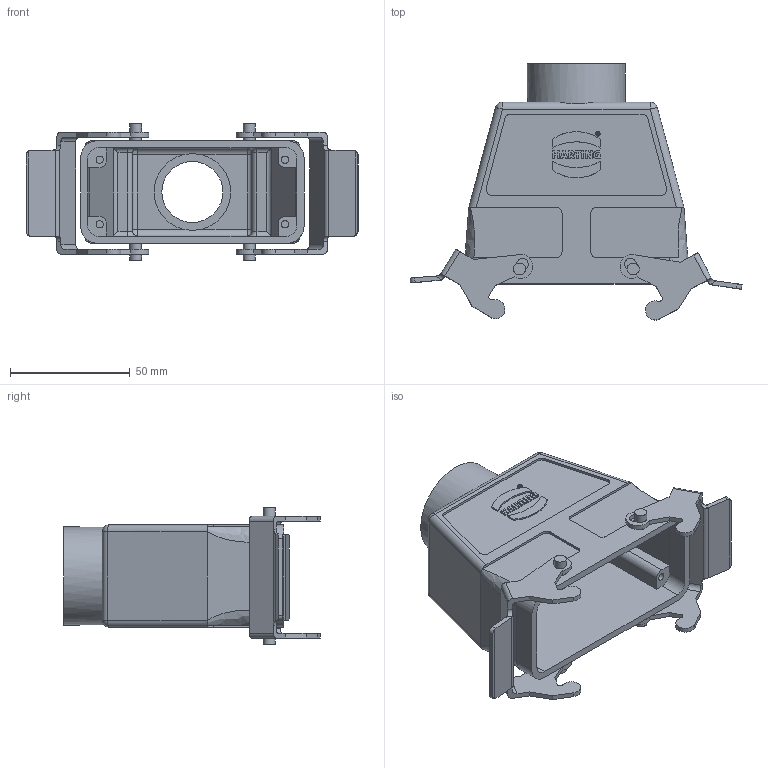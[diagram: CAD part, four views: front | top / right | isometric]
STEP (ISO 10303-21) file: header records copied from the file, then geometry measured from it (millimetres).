
FILE_DESCRIPTION((''),'2;1');
FILE_NAME('04300160462.stp','2020-07-07T14:52:27',('e.eickhoff'),(''),'Autodesk Inventor 2012','Autodesk Inventor 2012','');
FILE_SCHEMA(('AUTOMOTIVE_DESIGN { 1 0 10303 214 1 1 1 1 }'));
Length unit declared in the file: millimetre
Products named in the file (4): 04300160462; Metallbügel Quer; M25-PG29 Adapter
Assembly tree (4 placements, depth 2):
  04300160462
    04300160462
    Metallbügel Quer  x2
    M25-PG29 Adapter
Bounding box: 138.84 x 107.1 x 57 mm (x, y, z)
Volume: 79041.4 mm3; surface area: 59373.6 mm2
Topology: 4 solids, 4 shells, 361 faces, 937 edges, 610 vertices
Faces by surface type: plane 225, cylinder 110, bspline 18, torus 4, sphere 4
Full cylindrical faces by diameter (mm): 1.26 x1, 1.943 x1, 3 x4, 5 x4, 25.5 x1, 32 x1, 37 x1, 37.5 x1, 41 x1
Entity records: 10257 total; most frequent: CARTESIAN_POINT 2605, ORIENTED_EDGE 1562, DIRECTION 1527, EDGE_CURVE 781, VECTOR 535, LINE 535, VERTEX_POINT 516, AXIS2_PLACEMENT_3D 496
